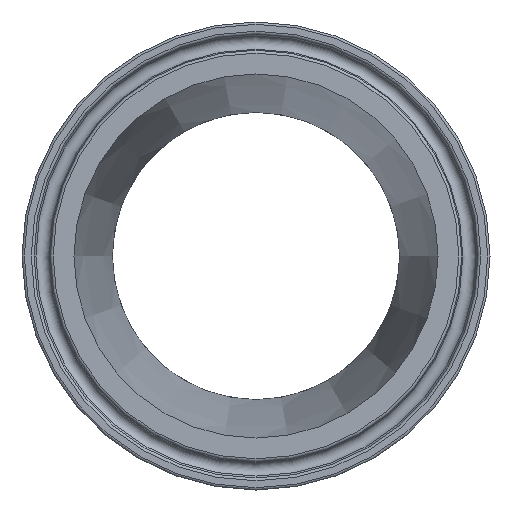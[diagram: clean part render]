
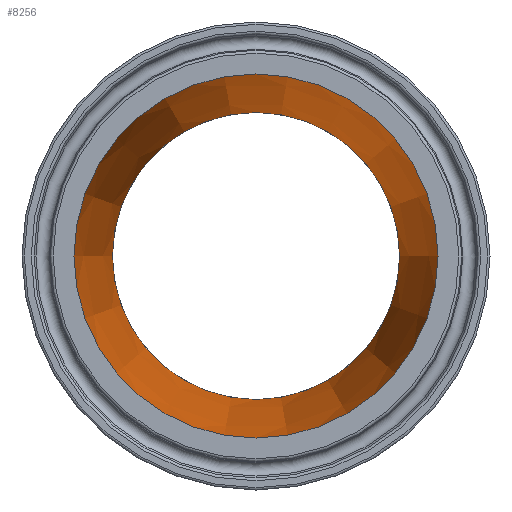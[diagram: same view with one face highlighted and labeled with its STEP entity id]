
A CAD part, left-side view. The second image highlights one B-rep face of the part: STEP entity #8256.
In plain terms, the highlighted conical face has half-angle 7.125 degrees and reference radius 26.924 mm.
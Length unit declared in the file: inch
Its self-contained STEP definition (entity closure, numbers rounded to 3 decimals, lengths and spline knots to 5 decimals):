
#923=FACE_OUTER_BOUND('',#1409,.T.);
#1409=EDGE_LOOP('',(#7597,#7598,#7599,#7600,#7601,#7602));
#2349=LINE('',#18295,#2908);
#2908=VECTOR('',#10420,1.06);
#3130=CIRCLE('',#8792,0.935);
#3131=CIRCLE('',#8793,0.935);
#3132=CIRCLE('',#8795,1.185);
#3133=CIRCLE('',#8796,1.185);
#3974=VERTEX_POINT('',#18289);
#3975=VERTEX_POINT('',#18290);
#3976=VERTEX_POINT('',#18294);
#3977=VERTEX_POINT('',#18296);
#5194=EDGE_CURVE('',#3974,#3975,#3130,.T.);
#5195=EDGE_CURVE('',#3975,#3974,#3131,.T.);
#5196=EDGE_CURVE('',#3975,#3976,#2349,.T.);
#5197=EDGE_CURVE('',#3977,#3976,#3132,.T.);
#5198=EDGE_CURVE('',#3976,#3977,#3133,.T.);
#7597=ORIENTED_EDGE('',*,*,#5194,.T.);
#7598=ORIENTED_EDGE('',*,*,#5196,.T.);
#7599=ORIENTED_EDGE('',*,*,#5197,.F.);
#7600=ORIENTED_EDGE('',*,*,#5198,.F.);
#7601=ORIENTED_EDGE('',*,*,#5196,.F.);
#7602=ORIENTED_EDGE('',*,*,#5195,.T.);
#7766=CONICAL_SURFACE('',#8794,1.06,0.124);
#8256=ADVANCED_FACE('',(#923),#7766,.F.);
#8792=AXIS2_PLACEMENT_3D('',#18291,#10414,#10415);
#8793=AXIS2_PLACEMENT_3D('',#18292,#10416,#10417);
#8794=AXIS2_PLACEMENT_3D('',#18293,#10418,#10419);
#8795=AXIS2_PLACEMENT_3D('',#18297,#10421,#10422);
#8796=AXIS2_PLACEMENT_3D('',#18298,#10423,#10424);
#10414=DIRECTION('center_axis',(1.,0.,0.));
#10415=DIRECTION('ref_axis',(0.,1.,0.));
#10416=DIRECTION('center_axis',(1.,0.,0.));
#10417=DIRECTION('ref_axis',(0.,1.,0.));
#10418=DIRECTION('center_axis',(-1.,0.,0.));
#10419=DIRECTION('ref_axis',(0.,1.,0.));
#10420=DIRECTION('',(-0.992,-0.124,0.));
#10421=DIRECTION('center_axis',(1.,0.,0.));
#10422=DIRECTION('ref_axis',(0.,1.,0.));
#10423=DIRECTION('center_axis',(1.,0.,0.));
#10424=DIRECTION('ref_axis',(0.,1.,0.));
#18289=CARTESIAN_POINT('',(3.05662,0.935,0.));
#18290=CARTESIAN_POINT('',(3.05662,-0.935,0.));
#18291=CARTESIAN_POINT('Origin',(3.05662,0.,
0.));
#18292=CARTESIAN_POINT('Origin',(3.05662,0.,
0.));
#18293=CARTESIAN_POINT('Origin',(2.05662,0.,
0.));
#18294=CARTESIAN_POINT('',(1.05662,-1.185,0.));
#18295=CARTESIAN_POINT('',(2.05662,-1.06,0.));
#18296=CARTESIAN_POINT('',(1.05662,1.185,0.));
#18297=CARTESIAN_POINT('Origin',(1.05662,0.,
0.));
#18298=CARTESIAN_POINT('Origin',(1.05662,0.,
0.));
